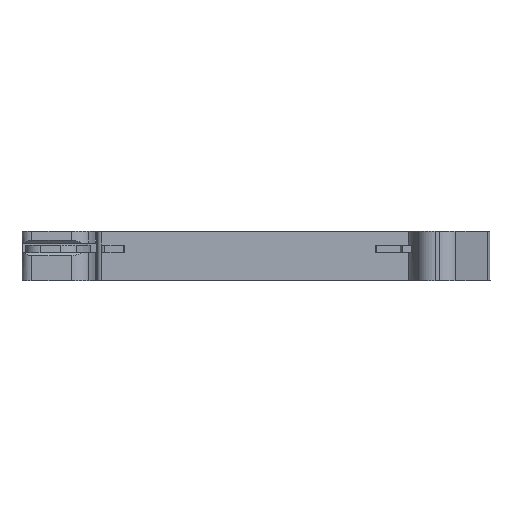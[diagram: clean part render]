
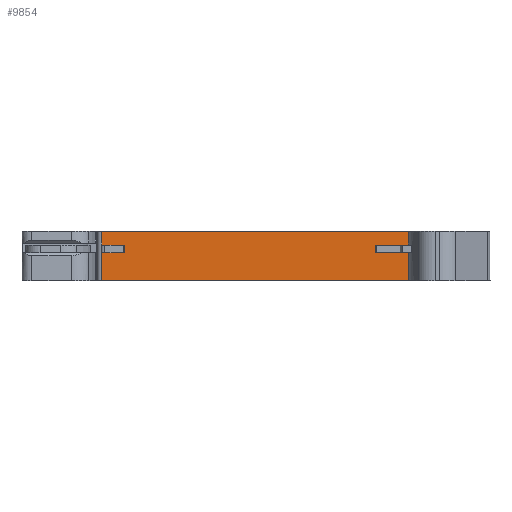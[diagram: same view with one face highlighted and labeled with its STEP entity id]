
A CAD part, front view. The second image highlights one B-rep face of the part: STEP entity #9854.
In plain terms, the highlighted planar face has unit normal (0, -1, 0).
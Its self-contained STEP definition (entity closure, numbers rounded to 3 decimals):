
#8529=CARTESIAN_POINT('',(8.365,-29.348,2.589));
#8530=VERTEX_POINT('',#8529);
#8538=CARTESIAN_POINT('',(41.531,-29.348,2.589));
#8539=VERTEX_POINT('',#8538);
#8540=CARTESIAN_POINT('',(8.365,-29.348,2.589));
#8541=DIRECTION('',(1.,0.,0.));
#8542=VECTOR('',#8541,33.166);
#8543=LINE('',#8540,#8542);
#8544=EDGE_CURVE('',#8530,#8539,#8543,.T.);
#9481=CARTESIAN_POINT('',(41.531,-29.348,-2.56));
#9482=VERTEX_POINT('',#9481);
#9489=CARTESIAN_POINT('',(8.365,-29.348,-2.56));
#9490=VERTEX_POINT('',#9489);
#9491=CARTESIAN_POINT('',(41.531,-29.348,-2.56));
#9492=DIRECTION('',(-1.,0.,0.));
#9493=VECTOR('',#9492,33.166);
#9494=LINE('',#9491,#9493);
#9495=EDGE_CURVE('',#9482,#9490,#9494,.T.);
#9735=CARTESIAN_POINT('',(24.948,-29.348,0.014));
#9736=DIRECTION('',(1.,0.,0.));
#9737=DIRECTION('',(0.,-1.,0.));
#9738=AXIS2_PLACEMENT_3D('',#9735,#9737,#9736);
#9739=PLANE('',#9738);
#9740=CARTESIAN_POINT('',(41.531,-29.348,0.348));
#9741=VERTEX_POINT('',#9740);
#9742=CARTESIAN_POINT('',(41.531,-29.348,-2.56));
#9743=DIRECTION('',(0.,0.,1.));
#9744=VECTOR('',#9743,2.908);
#9745=LINE('',#9742,#9744);
#9746=EDGE_CURVE('',#9482,#9741,#9745,.T.);
#9747=ORIENTED_EDGE('E878',*,*,#9746,.T.);
#9748=CARTESIAN_POINT('',(41.345,-29.348,0.348));
#9749=VERTEX_POINT('',#9748);
#9750=CARTESIAN_POINT('',(41.531,-29.348,0.348));
#9751=DIRECTION('',(-1.,0.,0.));
#9752=VECTOR('',#9751,0.186);
#9753=LINE('',#9750,#9752);
#9754=EDGE_CURVE('',#9741,#9749,#9753,.T.);
#9755=ORIENTED_EDGE('E879',*,*,#9754,.T.);
#9756=CARTESIAN_POINT('',(41.345,-29.348,1.148));
#9757=VERTEX_POINT('',#9756);
#9758=CARTESIAN_POINT('',(41.345,-29.348,0.348));
#9759=DIRECTION('',(0.,0.,1.));
#9760=VECTOR('',#9759,0.8);
#9761=LINE('',#9758,#9760);
#9762=EDGE_CURVE('',#9749,#9757,#9761,.T.);
#9763=ORIENTED_EDGE('E880',*,*,#9762,.T.);
#9764=CARTESIAN_POINT('',(41.531,-29.348,1.148));
#9765=VERTEX_POINT('',#9764);
#9766=CARTESIAN_POINT('',(41.345,-29.348,1.148));
#9767=DIRECTION('',(1.,0.,0.));
#9768=VECTOR('',#9767,0.186);
#9769=LINE('',#9766,#9768);
#9770=EDGE_CURVE('',#9757,#9765,#9769,.T.);
#9771=ORIENTED_EDGE('E881',*,*,#9770,.T.);
#9772=CARTESIAN_POINT('',(41.531,-29.348,1.148));
#9773=DIRECTION('',(0.,0.,1.));
#9774=VECTOR('',#9773,1.441);
#9775=LINE('',#9772,#9774);
#9776=EDGE_CURVE('',#9765,#8539,#9775,.T.);
#9777=ORIENTED_EDGE('E882',*,*,#9776,.T.);
#9778=ORIENTED_EDGE('E882',*,*,#8544,.F.);
#9779=CARTESIAN_POINT('',(8.365,-29.348,1.148));
#9780=VERTEX_POINT('',#9779);
#9781=CARTESIAN_POINT('',(8.365,-29.348,2.589));
#9782=DIRECTION('',(0.,0.,-1.));
#9783=VECTOR('',#9782,1.441);
#9784=LINE('',#9781,#9783);
#9785=EDGE_CURVE('',#8530,#9780,#9784,.T.);
#9786=ORIENTED_EDGE('E883',*,*,#9785,.T.);
#9787=CARTESIAN_POINT('',(10.794,-29.348,1.148));
#9788=VERTEX_POINT('',#9787);
#9789=CARTESIAN_POINT('',(8.365,-29.348,1.148));
#9790=DIRECTION('',(1.,0.,0.));
#9791=VECTOR('',#9790,2.429);
#9792=LINE('',#9789,#9791);
#9793=EDGE_CURVE('',#9780,#9788,#9792,.T.);
#9794=ORIENTED_EDGE('E884',*,*,#9793,.T.);
#9795=CARTESIAN_POINT('',(10.794,-29.348,0.348));
#9796=VERTEX_POINT('',#9795);
#9797=CARTESIAN_POINT('',(10.794,-29.348,1.148));
#9798=DIRECTION('',(0.,0.,-1.));
#9799=VECTOR('',#9798,0.8);
#9800=LINE('',#9797,#9799);
#9801=EDGE_CURVE('',#9788,#9796,#9800,.T.);
#9802=ORIENTED_EDGE('E885',*,*,#9801,.T.);
#9803=CARTESIAN_POINT('',(8.365,-29.348,0.348));
#9804=VERTEX_POINT('',#9803);
#9805=CARTESIAN_POINT('',(10.794,-29.348,0.348));
#9806=DIRECTION('',(-1.,0.,0.));
#9807=VECTOR('',#9806,2.429);
#9808=LINE('',#9805,#9807);
#9809=EDGE_CURVE('',#9796,#9804,#9808,.T.);
#9810=ORIENTED_EDGE('E886',*,*,#9809,.T.);
#9811=CARTESIAN_POINT('',(8.365,-29.348,0.348));
#9812=DIRECTION('',(0.,0.,-1.));
#9813=VECTOR('',#9812,2.908);
#9814=LINE('',#9811,#9813);
#9815=EDGE_CURVE('',#9804,#9490,#9814,.T.);
#9816=ORIENTED_EDGE('E887',*,*,#9815,.T.);
#9817=ORIENTED_EDGE('E887',*,*,#9495,.F.);
#9818=EDGE_LOOP('',(#9747,#9755,#9763,#9771,#9777,#9778,#9786,#9794,#9802,#9810,#9816,#9817));
#9819=FACE_OUTER_BOUND('',#9818,.T.);
#9820=CARTESIAN_POINT('',(39.762,-29.348,0.348));
#9821=VERTEX_POINT('',#9820);
#9822=CARTESIAN_POINT('',(36.773,-29.348,0.348));
#9823=VERTEX_POINT('',#9822);
#9824=CARTESIAN_POINT('',(39.762,-29.348,0.348));
#9825=DIRECTION('',(-1.,0.,0.));
#9826=VECTOR('',#9825,2.988);
#9827=LINE('',#9824,#9826);
#9828=EDGE_CURVE('',#9821,#9823,#9827,.T.);
#9829=ORIENTED_EDGE('E888',*,*,#9828,.T.);
#9830=CARTESIAN_POINT('',(36.773,-29.348,1.148));
#9831=VERTEX_POINT('',#9830);
#9832=CARTESIAN_POINT('',(36.773,-29.348,0.348));
#9833=DIRECTION('',(0.,0.,1.));
#9834=VECTOR('',#9833,0.8);
#9835=LINE('',#9832,#9834);
#9836=EDGE_CURVE('',#9823,#9831,#9835,.T.);
#9837=ORIENTED_EDGE('E889',*,*,#9836,.T.);
#9838=CARTESIAN_POINT('',(39.762,-29.348,1.148));
#9839=VERTEX_POINT('',#9838);
#9840=CARTESIAN_POINT('',(36.773,-29.348,1.148));
#9841=DIRECTION('',(1.,0.,0.));
#9842=VECTOR('',#9841,2.988);
#9843=LINE('',#9840,#9842);
#9844=EDGE_CURVE('',#9831,#9839,#9843,.T.);
#9845=ORIENTED_EDGE('E890',*,*,#9844,.T.);
#9846=CARTESIAN_POINT('',(39.762,-29.348,1.148));
#9847=DIRECTION('',(0.,0.,-1.));
#9848=VECTOR('',#9847,0.8);
#9849=LINE('',#9846,#9848);
#9850=EDGE_CURVE('',#9839,#9821,#9849,.T.);
#9851=ORIENTED_EDGE('E891',*,*,#9850,.T.);
#9852=EDGE_LOOP('',(#9829,#9837,#9845,#9851));
#9853=FACE_BOUND('',#9852,.T.);
#9854=ADVANCED_FACE('F274',(#9819,#9853),#9739,.T.);
